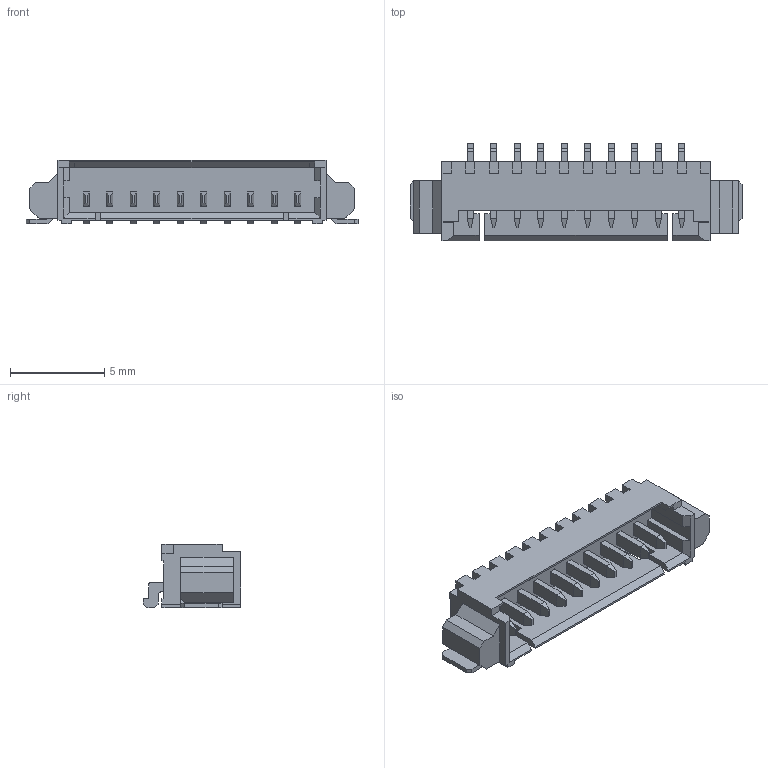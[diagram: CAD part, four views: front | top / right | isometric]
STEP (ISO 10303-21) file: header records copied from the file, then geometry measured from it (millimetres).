
FILE_DESCRIPTION (( 'STEP AP214' ), '1' );
FILE_NAME ('532611071.STEP', '2021-11-24T20:40:11', ( 'AVRASM1234' ), ( '' ), 'SwSTEP 2.0', 'SolidWorks 2017', '' );
FILE_SCHEMA (( 'AUTOMOTIVE_DESIGN' ));
Length unit declared in the file: millimetre
Products named in the file (1): 532611071
Bounding box: 17.65 x 5.2 x 3.4 mm (x, y, z)
Volume: 106.3 mm3; surface area: 491.4 mm2
Topology: 13 solids, 13 shells, 516 faces, 1412 edges, 924 vertices
Faces by surface type: plane 488, cylinder 28
Entity records: 18930 total; most frequent: CARTESIAN_POINT 2853, ORIENTED_EDGE 2824, DIRECTION 2502, EDGE_CURVE 1412, LINE 1356, VECTOR 1356, VERTEX_POINT 924, AXIS2_PLACEMENT_3D 573
